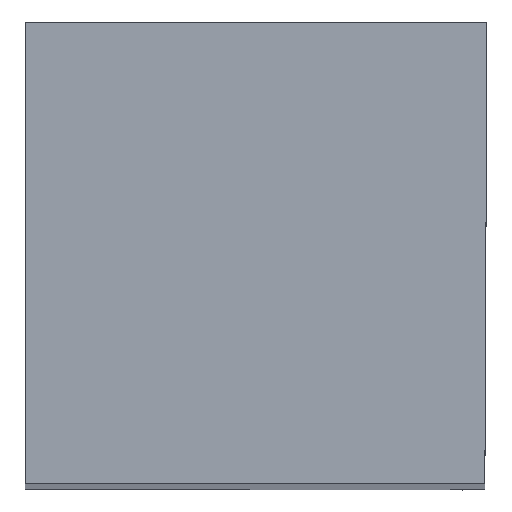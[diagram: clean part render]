
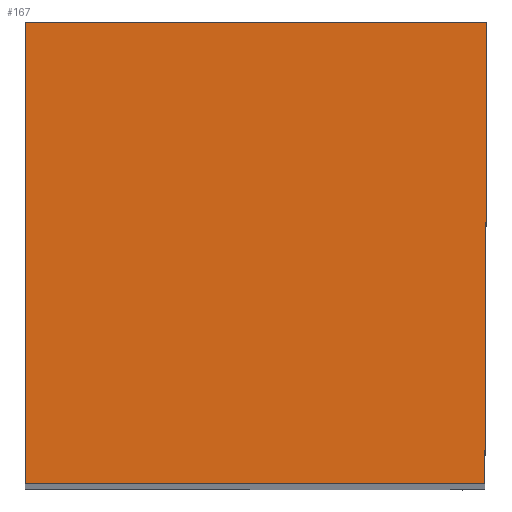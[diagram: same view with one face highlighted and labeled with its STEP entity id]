
A CAD part, top view. The second image highlights one B-rep face of the part: STEP entity #167.
In plain terms, the highlighted planar face has unit normal (0, 0, 1).
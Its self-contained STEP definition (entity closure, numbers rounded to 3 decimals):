
#167=ADVANCED_FACE('',(#221),#201,.T.);
#201=PLANE('',#739);
#221=FACE_OUTER_BOUND('',#244,.T.);
#244=EDGE_LOOP('',(#311,#312,#313,#314));
#311=ORIENTED_EDGE('',*,*,#505,.F.);
#312=ORIENTED_EDGE('',*,*,#506,.T.);
#313=ORIENTED_EDGE('',*,*,#507,.F.);
#314=ORIENTED_EDGE('',*,*,#508,.F.);
#449=VERTEX_POINT('',#1036);
#450=VERTEX_POINT('',#1037);
#451=VERTEX_POINT('',#1039);
#452=VERTEX_POINT('',#1041);
#505=EDGE_CURVE('',#449,#450,#576,.T.);
#506=EDGE_CURVE('',#449,#451,#577,.T.);
#507=EDGE_CURVE('',#452,#451,#578,.T.);
#508=EDGE_CURVE('',#450,#452,#579,.T.);
#576=LINE('',#1035,#626);
#577=LINE('',#1038,#627);
#578=LINE('',#1040,#628);
#579=LINE('',#1042,#629);
#626=VECTOR('',#838,1.);
#627=VECTOR('',#839,1.);
#628=VECTOR('',#840,1.);
#629=VECTOR('',#841,1.);
#739=AXIS2_PLACEMENT_3D('',#1043,#842,#843);
#838=DIRECTION('',(0.,1.,0.));
#839=DIRECTION('',(1.,0.,0.));
#840=DIRECTION('',(-0.004,-1.,0.));
#841=DIRECTION('',(1.,0.,0.));
#842=DIRECTION('',(0.,0.,1.));
#843=DIRECTION('',(1.,0.,0.));
#1035=CARTESIAN_POINT('',(-15.95,-2.,0.));
#1036=CARTESIAN_POINT('',(-15.95,0.,0.));
#1037=CARTESIAN_POINT('',(-15.95,15.95,0.));
#1038=CARTESIAN_POINT('',(-18.,0.,0.));
#1039=CARTESIAN_POINT('',(-0.07,0.,0.));
#1040=CARTESIAN_POINT('',(0.009,17.959,0.));
#1041=CARTESIAN_POINT('',(0.,15.95,0.));
#1042=CARTESIAN_POINT('',(-18.,15.95,0.));
#1043=CARTESIAN_POINT('',(2.,17.95,0.));
